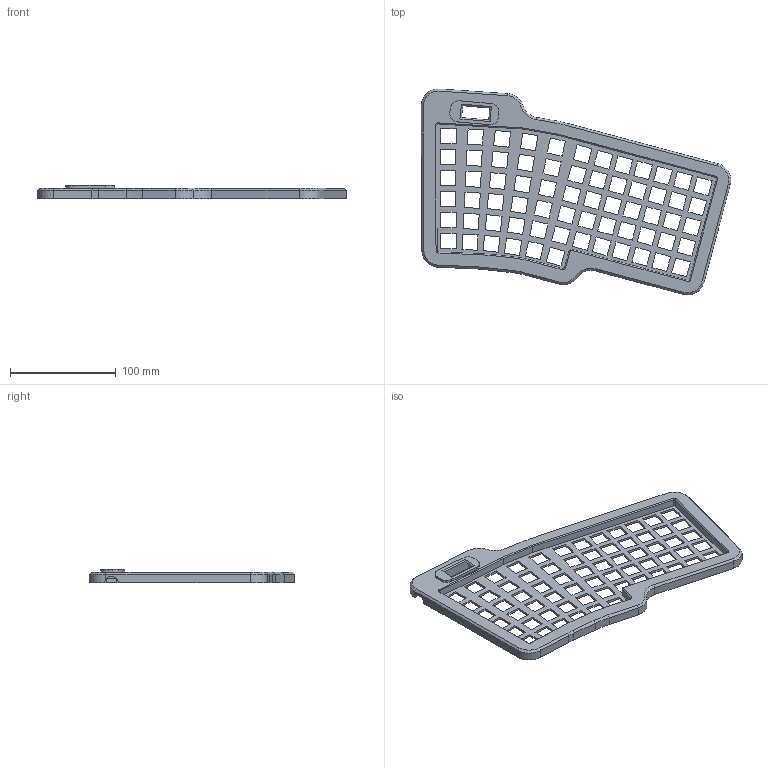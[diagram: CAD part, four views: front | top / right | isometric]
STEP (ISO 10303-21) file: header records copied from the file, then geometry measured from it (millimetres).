
FILE_DESCRIPTION(/* description */ (''),/* implementation_level */ '2;1');
FILE_NAME(/* name */ 'left_top.step',/* time_stamp */ '2025-07-31T22:56:55+02:00',/* author */ (''),/* organization */ (''),/* preprocessor_version */ 'ST-DEVELOPER v20',/* originating_system */ 'Autodesk Translation Framework v13.20.0.188',/* authorisation */ '');
FILE_SCHEMA (('AUTOMOTIVE_DESIGN { 1 0 10303 214 3 1 1 }'));
Length unit declared in the file: millimetre
Products named in the file (1): the_multiboard
Bounding box: 293.01 x 195.02 x 12.5 mm (x, y, z)
Volume: 149583.8 mm3; surface area: 77340.9 mm2
Topology: 1 solids, 1 shells, 395 faces, 1107 edges, 723 vertices
Faces by surface type: plane 344, cylinder 31, cone 20
Full cylindrical faces by diameter (mm): 3 x4
Entity records: 12789 total; most frequent: CARTESIAN_POINT 2234, ORIENTED_EDGE 2214, DIRECTION 1983, EDGE_CURVE 1107, LINE 1019, VECTOR 1019, VERTEX_POINT 723, EDGE_LOOP 538
